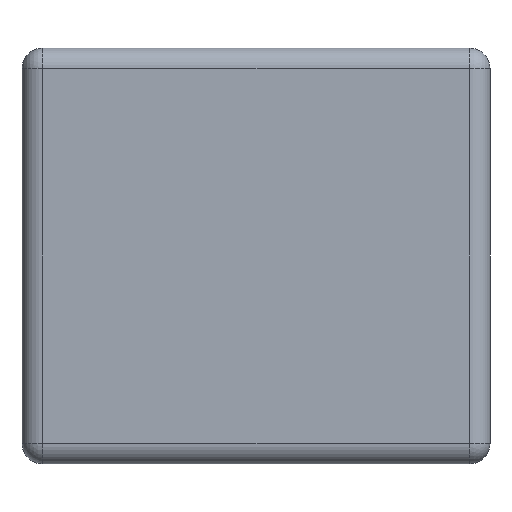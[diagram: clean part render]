
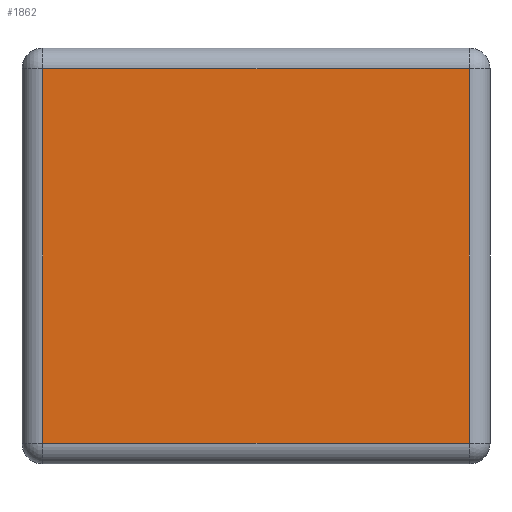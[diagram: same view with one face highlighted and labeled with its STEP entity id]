
A CAD part, left-side view. The second image highlights one B-rep face of the part: STEP entity #1862.
In plain terms, the highlighted planar face has unit normal (-1, 0, 0).
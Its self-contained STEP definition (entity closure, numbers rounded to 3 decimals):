
#46 = DIRECTION ( 'NONE',  ( 1., 0., 0. ) ) ;
#97 = CARTESIAN_POINT ( 'NONE',  ( -1.6, 0.08, -0.72 ) ) ;
#120 = DIRECTION ( 'NONE',  ( 0., 0., 1. ) ) ;
#163 = EDGE_LOOP ( 'NONE', ( #429, #488, #619, #1516 ) ) ;
#305 = VECTOR ( 'NONE', #1830, 1000. ) ;
#352 = VERTEX_POINT ( 'NONE', #1016 ) ;
#413 = LINE ( 'NONE', #449, #1750 ) ;
#415 = CARTESIAN_POINT ( 'NONE',  ( -1.6, 1.72, -0.8 ) ) ;
#429 = ORIENTED_EDGE ( 'NONE', *, *, #2071, .T. ) ;
#449 = CARTESIAN_POINT ( 'NONE',  ( -1.6, 1.8, -0.72 ) ) ;
#488 = ORIENTED_EDGE ( 'NONE', *, *, #1584, .T. ) ;
#526 = PLANE ( 'NONE',  #1617 ) ;
#590 = CARTESIAN_POINT ( 'NONE',  ( -1.6, 0.08, 0.72 ) ) ;
#599 = VERTEX_POINT ( 'NONE', #1859 ) ;
#619 = ORIENTED_EDGE ( 'NONE', *, *, #1054, .T. ) ;
#713 = CARTESIAN_POINT ( 'NONE',  ( -1.6, 1.8, 0.72 ) ) ;
#787 = LINE ( 'NONE', #415, #1752 ) ;
#1016 = CARTESIAN_POINT ( 'NONE',  ( -1.6, 1.72, 0.72 ) ) ;
#1054 = EDGE_CURVE ( 'NONE', #1123, #1997, #1057, .T. ) ;
#1057 = LINE ( 'NONE', #1905, #1400 ) ;
#1123 = VERTEX_POINT ( 'NONE', #97 ) ;
#1159 = DIRECTION ( 'NONE',  ( 0., 0., -1. ) ) ;
#1337 = EDGE_CURVE ( 'NONE', #1997, #352, #1975, .T. ) ;
#1400 = VECTOR ( 'NONE', #120, 1000. ) ;
#1412 = DIRECTION ( 'NONE',  ( 0., 0., -1. ) ) ;
#1487 = FACE_OUTER_BOUND ( 'NONE', #163, .T. ) ;
#1516 = ORIENTED_EDGE ( 'NONE', *, *, #1337, .T. ) ;
#1584 = EDGE_CURVE ( 'NONE', #599, #1123, #413, .T. ) ;
#1617 = AXIS2_PLACEMENT_3D ( 'NONE', #1792, #46, #1159 ) ;
#1750 = VECTOR ( 'NONE', #1871, 1000. ) ;
#1752 = VECTOR ( 'NONE', #1412, 1000. ) ;
#1792 = CARTESIAN_POINT ( 'NONE',  ( -1.6, 1.8, -0.8 ) ) ;
#1830 = DIRECTION ( 'NONE',  ( 0., 1., 0. ) ) ;
#1859 = CARTESIAN_POINT ( 'NONE',  ( -1.6, 1.72, -0.72 ) ) ;
#1862 = ADVANCED_FACE ( 'NONE', ( #1487 ), #526, .F. ) ;
#1871 = DIRECTION ( 'NONE',  ( 0., -1., 0. ) ) ;
#1905 = CARTESIAN_POINT ( 'NONE',  ( -1.6, 0.08, -0.8 ) ) ;
#1975 = LINE ( 'NONE', #713, #305 ) ;
#1997 = VERTEX_POINT ( 'NONE', #590 ) ;
#2071 = EDGE_CURVE ( 'NONE', #352, #599, #787, .T. ) ;
